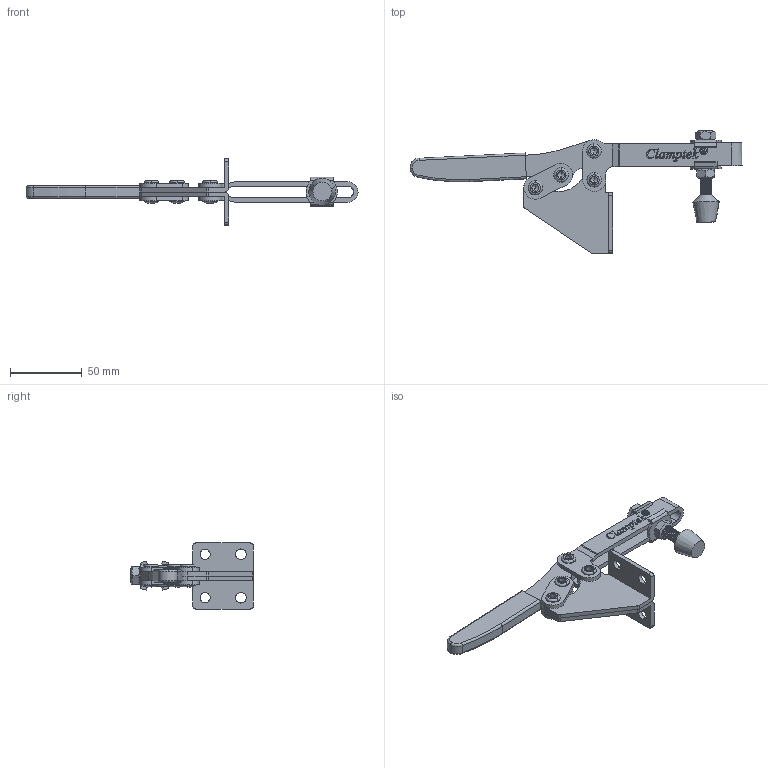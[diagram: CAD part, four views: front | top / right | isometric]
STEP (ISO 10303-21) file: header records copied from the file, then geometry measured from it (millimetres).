
FILE_DESCRIPTION (( 'STEP AP203' ), '1' );
FILE_NAME ('CH-202-FL.STEP', '2011-05-16T09:47:05', ( '微软用户' ), ( '微软中国' ), 'SwSTEP 2.0', 'SolidWorks 2010', '' );
FILE_SCHEMA (( 'CONFIG_CONTROL_DESIGN' ));
Products named in the file (11): FW516; 203-F-04; 203-F-03-02; 225-D-06; CH-202-FL; 202-F-01; 202-FL-02; 56212-02; 56212; 03; 203-F-03
Assembly tree (16 placements, depth 3):
  CH-202-FL
    225-D-06  x4
    56212-02  x2
    FW516  x2
    202-FL-02
    56212
    202-F-01
    203-F-04  x2
    03
      203-F-03-02
      203-F-03
Bounding box: 231.16 x 85.2 x 46 mm (x, y, z)
Volume: 60870.3 mm3; surface area: 49060.6 mm2
Topology: 16 solids, 16 shells, 762 faces, 2018 edges, 1318 vertices
Faces by surface type: plane 268, cylinder 233, bspline 180, torus 38, cone 35, sphere 8
Entity records: 39385 total; most frequent: CARTESIAN_POINT 23467, ORIENTED_EDGE 3446, DIRECTION 2396, EDGE_CURVE 1723, VERTEX_POINT 1138, VECTOR 914, LINE 914, AXIS2_PLACEMENT_3D 741
